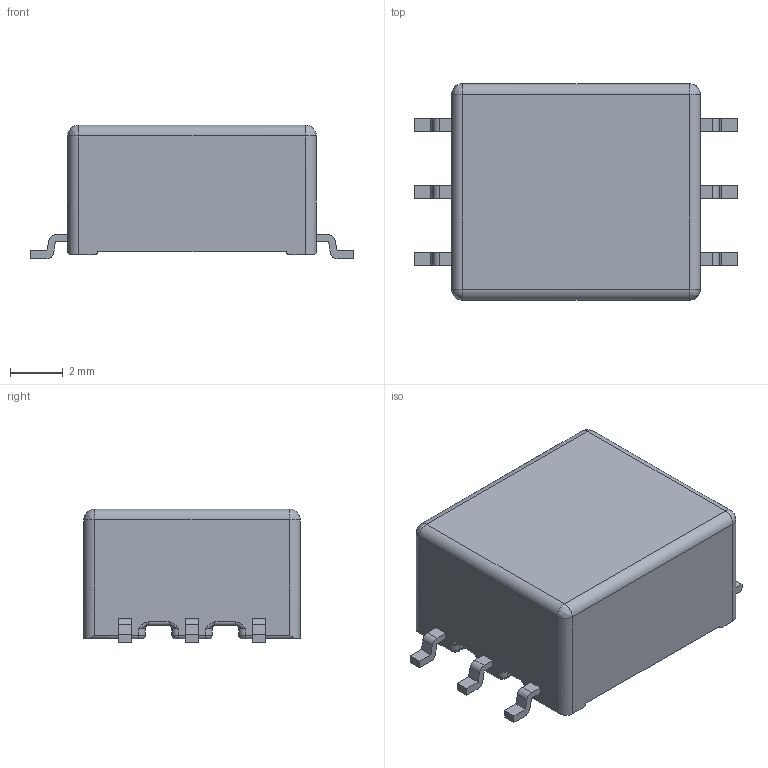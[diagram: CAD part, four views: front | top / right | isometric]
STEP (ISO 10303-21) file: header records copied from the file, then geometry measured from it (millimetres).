
FILE_DESCRIPTION(/* description */ ('Unknown'),/* implementation_level */ '2;1');
FILE_NAME(/* name */ 'T_Wurth_WE-PPTI-1308',/* time_stamp */ '2025-10-31T16:08:52+08:00',/* author */ ('Unknown'),/* organization */ ('Unknown'),/* preprocessor_version */ 'ST-DEVELOPER v19.4',/* originating_system */ 'Solid Edge',/* authorisation */ 'Unknown');
FILE_SCHEMA (('AUTOMOTIVE_DESIGN {1 0 10303 214 3 1 1}'));
Length unit declared in the file: millimetre
Products named in the file (2): T_Wurth_WE-PPTI-1308
Assembly tree (1 placements, depth 2):
  T_Wurth_WE-PPTI-1308
    T_Wurth_WE-PPTI-1308
Bounding box: 12.26 x 8.23 x 5.08 mm (x, y, z)
Volume: 216.7 mm3; surface area: 542.7 mm2
Topology: 1 solids, 1 shells, 244 faces, 606 edges, 348 vertices
Faces by surface type: cylinder 86, plane 86, torus 48, bspline 20, sphere 4
Entity records: 7575 total; most frequent: CARTESIAN_POINT 1916, DIRECTION 1194, ORIENTED_EDGE 1164, EDGE_CURVE 582, AXIS2_PLACEMENT_3D 442, VERTEX_POINT 348, LINE 310, VECTOR 310
